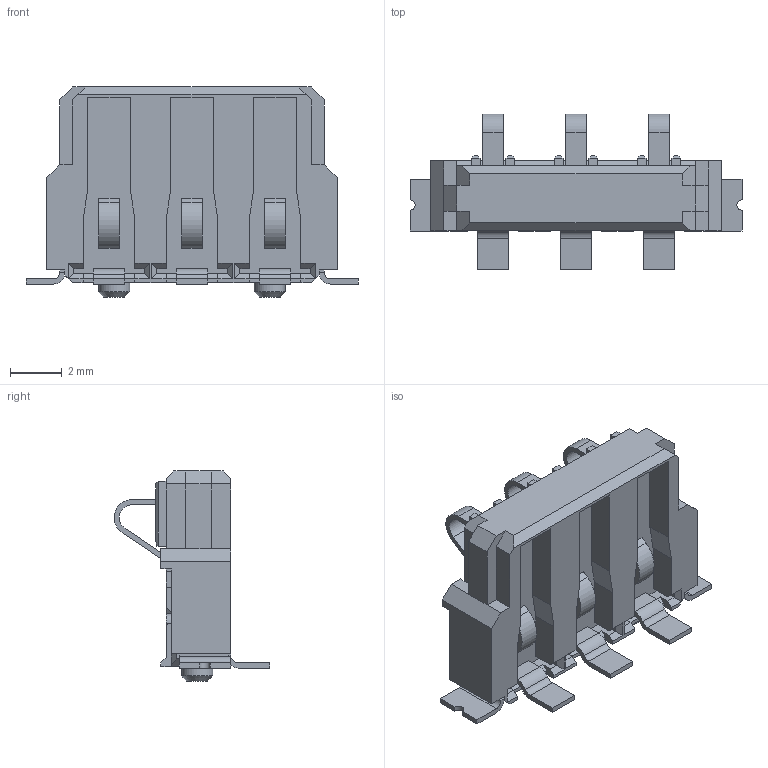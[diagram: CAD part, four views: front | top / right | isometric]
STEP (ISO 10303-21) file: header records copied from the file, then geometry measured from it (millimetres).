
FILE_DESCRIPTION(/* description */ (''),/* implementation_level */ '2;1');
FILE_NAME(/* name */ '1827928_LEAF_BATTERy_CONN_3POS_TE.stp',/* time_stamp */ '2020-07-01T23:15:14+02:00',/* author */ ('franc'),/* organization */ ('Tyco Electronics Corporation'),/* preprocessor_version */ 'ST-DEVELOPER v18',/* originating_system */ 'Autodesk Inventor 2020',/* authorisation */ '');
FILE_SCHEMA (('AUTOMOTIVE_DESIGN { 1 0 10303 214 3 1 1 }'));
Length unit declared in the file: millimetre
Products named in the file (1): 1827928_LEAF_BATTERy_CONN_3POS_TE
Bounding box: 12.8 x 6 x 8.1 mm (x, y, z)
Volume: 153 mm3; surface area: 453.2 mm2
Topology: 1 solids, 1 shells, 392 faces, 1065 edges, 678 vertices
Faces by surface type: plane 348, cylinder 42, cone 2
Full cylindrical faces by diameter (mm): 1.2 x2
Entity records: 12444 total; most frequent: CARTESIAN_POINT 2136, ORIENTED_EDGE 2130, DIRECTION 1942, EDGE_CURVE 1065, LINE 974, VECTOR 974, VERTEX_POINT 678, AXIS2_PLACEMENT_3D 484
